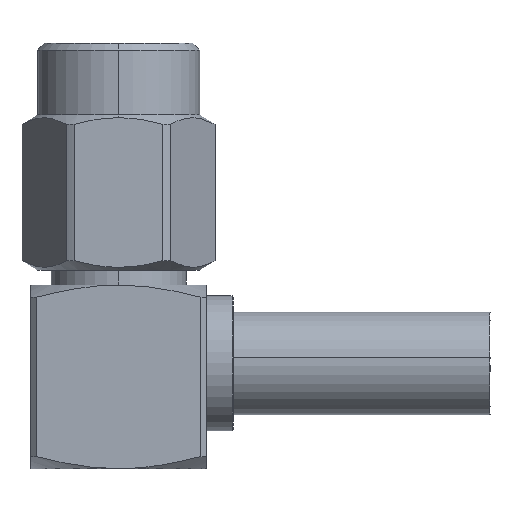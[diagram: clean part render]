
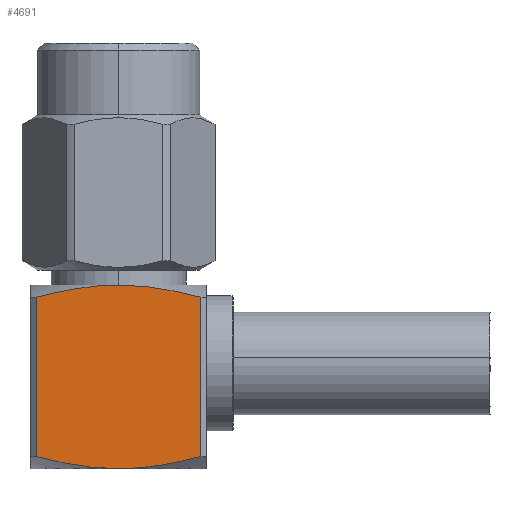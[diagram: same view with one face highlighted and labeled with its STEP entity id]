
A CAD part, left-side view. The second image highlights one B-rep face of the part: STEP entity #4691.
In plain terms, the highlighted planar face has unit normal (-1, 0, 0).
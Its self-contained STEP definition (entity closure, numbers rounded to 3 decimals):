
#74 = VERTEX_POINT ( 'NONE', #4017 ) ;
#90 = EDGE_CURVE ( 'NONE', #74, #523, #1954, .T. ) ;
#101 = B_SPLINE_CURVE_WITH_KNOTS ( 'NONE', 3,
 ( #3947, #1812, #3129, #3457, #5129, #2723, #225, #1840 ),
 .UNSPECIFIED., .F., .F.,
 ( 4, 2, 2, 4 ),
 ( 0.01, 0.011, 0.012, 0.013 ),
 .UNSPECIFIED. ) ;
#115 = ORIENTED_EDGE ( 'NONE', *, *, #5246, .F. ) ;
#225 = CARTESIAN_POINT ( 'NONE',  ( -3.25, 2.555, 0.325 ) ) ;
#330 = CARTESIAN_POINT ( 'NONE',  ( -3.25, -1.039, 6.743 ) ) ;
#469 = VERTEX_POINT ( 'NONE', #3433 ) ;
#502 = CARTESIAN_POINT ( 'NONE',  ( -3.25, -1.055, 0. ) ) ;
#523 = VERTEX_POINT ( 'NONE', #2169 ) ;
#541 = VERTEX_POINT ( 'NONE', #3825 ) ;
#548 = CARTESIAN_POINT ( 'NONE',  ( -3.25, 3.05, 20. ) ) ;
#669 = FACE_OUTER_BOUND ( 'NONE', #1403, .T. ) ;
#692 = B_SPLINE_CURVE_WITH_KNOTS ( 'NONE', 3,
 ( #3299, #2108, #502, #3323 ),
 .UNSPECIFIED., .F., .F.,
 ( 4, 4 ),
 ( 0.007, 0.01 ),
 .UNSPECIFIED. ) ;
#893 = ORIENTED_EDGE ( 'NONE', *, *, #4889, .F. ) ;
#955 = DIRECTION ( 'NONE',  ( 0., 0., -1. ) ) ;
#1168 = CARTESIAN_POINT ( 'NONE',  ( -3.25, 1.055, 6.8 ) ) ;
#1270 = CARTESIAN_POINT ( 'NONE',  ( -3.25, -0.521, 6.788 ) ) ;
#1287 = ORIENTED_EDGE ( 'NONE', *, *, #2060, .F. ) ;
#1379 = ORIENTED_EDGE ( 'NONE', *, *, #2376, .T. ) ;
#1403 = EDGE_LOOP ( 'NONE', ( #1287, #4976, #3915, #893, #1379, #115 ) ) ;
#1414 = B_SPLINE_CURVE_WITH_KNOTS ( 'NONE', 3,
 ( #5366, #2853, #1270, #330, #3212, #4051, #3262, #4906 ),
 .UNSPECIFIED., .F., .F.,
 ( 4, 2, 2, 4 ),
 ( 0.01, 0.011, 0.012, 0.013 ),
 .UNSPECIFIED. ) ;
#1416 = CARTESIAN_POINT ( 'NONE',  ( -3.25, 3.05, 0.451 ) ) ;
#1651 = AXIS2_PLACEMENT_3D ( 'NONE', #2625, #3033, #3877 ) ;
#1812 = CARTESIAN_POINT ( 'NONE',  ( -3.25, 0.258, 0. ) ) ;
#1840 = CARTESIAN_POINT ( 'NONE',  ( -3.25, 3.05, 0.451 ) ) ;
#1954 = LINE ( 'NONE', #3598, #2138 ) ;
#2060 = EDGE_CURVE ( 'NONE', #74, #541, #692, .T. ) ;
#2108 = CARTESIAN_POINT ( 'NONE',  ( -3.25, -2.06, 0.198 ) ) ;
#2138 = VECTOR ( 'NONE', #2788, 1000. ) ;
#2169 = CARTESIAN_POINT ( 'NONE',  ( -3.25, -3.05, 6.349 ) ) ;
#2240 = VERTEX_POINT ( 'NONE', #1416 ) ;
#2376 = EDGE_CURVE ( 'NONE', #469, #2240, #4195, .T. ) ;
#2625 = CARTESIAN_POINT ( 'NONE',  ( -3.25, -3.25, 20. ) ) ;
#2723 = CARTESIAN_POINT ( 'NONE',  ( -3.25, 2.056, 0.213 ) ) ;
#2788 = DIRECTION ( 'NONE',  ( 0., 0., 1. ) ) ;
#2802 = CARTESIAN_POINT ( 'NONE',  ( -3.25, 0., 6.8 ) ) ;
#2853 = CARTESIAN_POINT ( 'NONE',  ( -3.25, -0.258, 6.8 ) ) ;
#2857 = CARTESIAN_POINT ( 'NONE',  ( -3.25, 3.05, 6.349 ) ) ;
#3033 = DIRECTION ( 'NONE',  ( -1., 0., 0. ) ) ;
#3129 = CARTESIAN_POINT ( 'NONE',  ( -3.25, 0.521, 0.012 ) ) ;
#3212 = CARTESIAN_POINT ( 'NONE',  ( -3.25, -1.295, 6.71 ) ) ;
#3262 = CARTESIAN_POINT ( 'NONE',  ( -3.25, -2.555, 6.475 ) ) ;
#3299 = CARTESIAN_POINT ( 'NONE',  ( -3.25, -3.05, 0.451 ) ) ;
#3323 = CARTESIAN_POINT ( 'NONE',  ( -3.25, 0., 0. ) ) ;
#3367 = VECTOR ( 'NONE', #955, 1000. ) ;
#3433 = CARTESIAN_POINT ( 'NONE',  ( -3.25, 3.05, 6.349 ) ) ;
#3457 = CARTESIAN_POINT ( 'NONE',  ( -3.25, 1.039, 0.057 ) ) ;
#3598 = CARTESIAN_POINT ( 'NONE',  ( -3.25, -3.05, 20. ) ) ;
#3747 = VERTEX_POINT ( 'NONE', #4755 ) ;
#3825 = CARTESIAN_POINT ( 'NONE',  ( -3.25, 0., 0. ) ) ;
#3877 = DIRECTION ( 'NONE',  ( 0., -1., 0. ) ) ;
#3915 = ORIENTED_EDGE ( 'NONE', *, *, #4116, .F. ) ;
#3947 = CARTESIAN_POINT ( 'NONE',  ( -3.25, 0., 0. ) ) ;
#4017 = CARTESIAN_POINT ( 'NONE',  ( -3.25, -3.05, 0.451 ) ) ;
#4051 = CARTESIAN_POINT ( 'NONE',  ( -3.25, -2.056, 6.587 ) ) ;
#4116 = EDGE_CURVE ( 'NONE', #3747, #523, #1414, .T. ) ;
#4195 = LINE ( 'NONE', #548, #3367 ) ;
#4348 = PLANE ( 'NONE',  #1651 ) ;
#4529 = CARTESIAN_POINT ( 'NONE',  ( -3.25, 2.06, 6.602 ) ) ;
#4629 = B_SPLINE_CURVE_WITH_KNOTS ( 'NONE', 3,
 ( #2857, #4529, #1168, #2802 ),
 .UNSPECIFIED., .F., .F.,
 ( 4, 4 ),
 ( 0.007, 0.01 ),
 .UNSPECIFIED. ) ;
#4691 = ADVANCED_FACE ( 'NONE', ( #669 ), #4348, .T. ) ;
#4755 = CARTESIAN_POINT ( 'NONE',  ( -3.25, 0., 6.8 ) ) ;
#4889 = EDGE_CURVE ( 'NONE', #469, #3747, #4629, .T. ) ;
#4906 = CARTESIAN_POINT ( 'NONE',  ( -3.25, -3.05, 6.349 ) ) ;
#4976 = ORIENTED_EDGE ( 'NONE', *, *, #90, .T. ) ;
#5129 = CARTESIAN_POINT ( 'NONE',  ( -3.25, 1.295, 0.09 ) ) ;
#5246 = EDGE_CURVE ( 'NONE', #541, #2240, #101, .T. ) ;
#5366 = CARTESIAN_POINT ( 'NONE',  ( -3.25, 0., 6.8 ) ) ;
